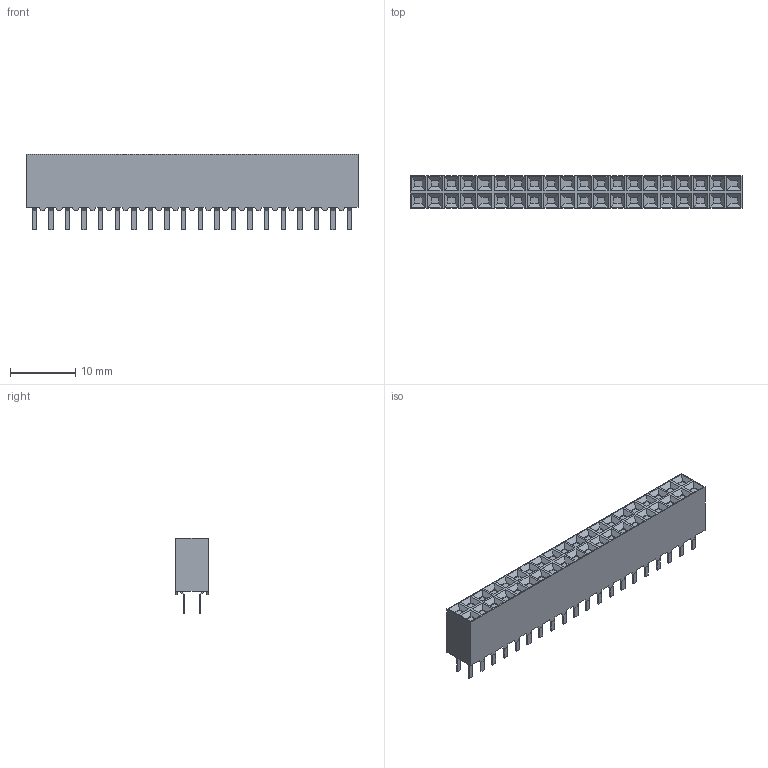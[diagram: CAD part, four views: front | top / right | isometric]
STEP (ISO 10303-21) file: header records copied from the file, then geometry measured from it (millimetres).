
FILE_DESCRIPTION((''),'2;1');
FILE_NAME('C-2-534206-0','2008-01-10T',('workeradm'),('Tyco Electronics Corporation'),'PRO/ENGINEER BY PARAMETRIC TECHNOLOGY CORPORATION, 2005450','PRO/ENGINEER BY PARAMETRIC TECHNOLOGY CORPORATION, 2005450','');
FILE_SCHEMA(('CONFIG_CONTROL_DESIGN', 'GEOMETRIC_VALIDATION_PROPERTIES_MIM'));
Length unit declared in the file: millimetre
Products named in the file (1): C-2-534206-0
Bounding box: 50.8 x 5.03 x 11.56 mm (x, y, z)
Volume: 2026.1 mm3; surface area: 1812.3 mm2
Topology: 1 solids, 1 shells, 798 faces, 1988 edges, 1272 vertices
Faces by surface type: plane 798
Entity records: 23141 total; most frequent: CARTESIAN_POINT 4059, ORIENTED_EDGE 3976, DIRECTION 3584, VECTOR 1988, LINE 1988, EDGE_CURVE 1988, VERTEX_POINT 1272, EDGE_LOOP 878
